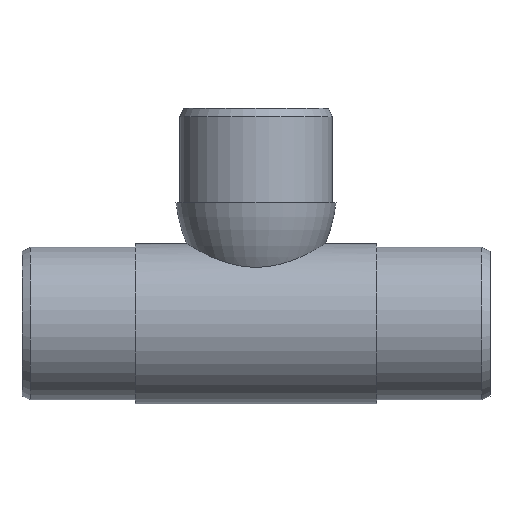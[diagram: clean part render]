
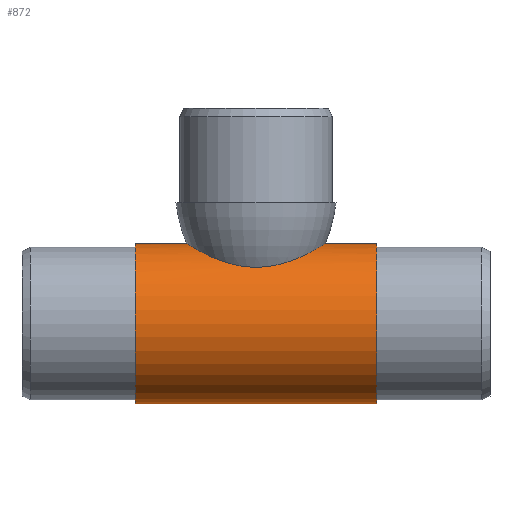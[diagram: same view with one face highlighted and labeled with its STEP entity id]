
A CAD part, front view. The second image highlights one B-rep face of the part: STEP entity #872.
In plain terms, the highlighted cylindrical face has radius 21.2 mm (diameter 42.4 mm), a partial arc.
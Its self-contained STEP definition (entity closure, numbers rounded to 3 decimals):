
#1 = CARTESIAN_POINT ( 'NONE',  ( -7.674, -13.808, 16.089 ) ) ;
#15 = CARTESIAN_POINT ( 'NONE',  ( -32., 0., 0. ) ) ;
#22 = VECTOR ( 'NONE', #571, 1000. ) ;
#31 = CARTESIAN_POINT ( 'NONE',  ( 18.361, -0.576, 21.194 ) ) ;
#35 = EDGE_LOOP ( 'NONE', ( #574, #340, #347, #971, #796, #989 ) ) ;
#69 = VECTOR ( 'NONE', #849, 1000. ) ;
#72 = CARTESIAN_POINT ( 'NONE',  ( -10.167, -12.738, 16.949 ) ) ;
#77 = CARTESIAN_POINT ( 'NONE',  ( -18.325, -1.145, 21.171 ) ) ;
#81 = CARTESIAN_POINT ( 'NONE',  ( -12.004, -11.642, 17.721 ) ) ;
#89 = CARTESIAN_POINT ( 'NONE',  ( 18.37, -0.287, 21.2 ) ) ;
#92 = B_SPLINE_CURVE_WITH_KNOTS ( 'NONE', 3,
 ( #468, #312, #322, #77, #569, #233, #557, #725, #483, #252, #638, #883, #307, #153, #629, #810, #551, #81, #972, #390, #72, #224, #166, #1, #563, #327, #464, #487, #412, #546, #874, #878, #160, #147, #578, #650, #505, #908, #343, #500, #108, #436, #917, #196, #754, #351, #902, #744, #845, #664, #990, #732, #836, #655, #517, #189, #748, #31, #89, #356 ),
 .UNSPECIFIED., .F., .F.,
 ( 4, 2, 2, 2, 2, 2, 2, 2, 2, 2, 2, 2, 2, 2, 2, 2, 2, 2, 2, 2, 2, 2, 2, 2, 2, 2, 2, 2, 2, 4 ),
 ( 0.095, 0.096, 0.097, 0.099, 0.1, 0.102, 0.104, 0.106, 0.109, 0.111, 0.112, 0.114, 0.116, 0.119, 0.121, 0.123, 0.126, 0.128, 0.129, 0.133, 0.134, 0.136, 0.14, 0.141, 0.143, 0.145, 0.146, 0.148, 0.149, 0.15 ),
 .UNSPECIFIED. ) ;
#108 = CARTESIAN_POINT ( 'NONE',  ( 10.712, -12.444, 17.167 ) ) ;
#120 = VERTEX_POINT ( 'NONE', #707 ) ;
#147 = CARTESIAN_POINT ( 'NONE',  ( 3.979, -14.744, 15.234 ) ) ;
#153 = CARTESIAN_POINT ( 'NONE',  ( -15.522, -8.338, 19.498 ) ) ;
#160 = CARTESIAN_POINT ( 'NONE',  ( 2.307, -14.979, 15.004 ) ) ;
#166 = CARTESIAN_POINT ( 'NONE',  ( -8.698, -13.418, 16.415 ) ) ;
#169 = VERTEX_POINT ( 'NONE', #928 ) ;
#180 = FACE_OUTER_BOUND ( 'NONE', #35, .T. ) ;
#184 = VERTEX_POINT ( 'NONE', #669 ) ;
#186 = DIRECTION ( 'NONE',  ( 1., 0., 0. ) ) ;
#189 = CARTESIAN_POINT ( 'NONE',  ( 18.297, -1.432, 21.153 ) ) ;
#196 = CARTESIAN_POINT ( 'NONE',  ( 13.349, -10.649, 18.346 ) ) ;
#219 = LINE ( 'NONE', #531, #69 ) ;
#224 = CARTESIAN_POINT ( 'NONE',  ( -9.196, -13.204, 16.588 ) ) ;
#233 = CARTESIAN_POINT ( 'NONE',  ( -18.188, -2.285, 21.084 ) ) ;
#252 = CARTESIAN_POINT ( 'NONE',  ( -17.206, -5.515, 20.477 ) ) ;
#254 = LINE ( 'NONE', #716, #22 ) ;
#275 = CARTESIAN_POINT ( 'NONE',  ( 32., 0., 0. ) ) ;
#291 = CARTESIAN_POINT ( 'NONE',  ( 32., 0., 0. ) ) ;
#297 = VECTOR ( 'NONE', #1031, 1000. ) ;
#307 = CARTESIAN_POINT ( 'NONE',  ( -16.153, -7.446, 19.855 ) ) ;
#312 = CARTESIAN_POINT ( 'NONE',  ( -18.37, -0.285, 21.2 ) ) ;
#322 = CARTESIAN_POINT ( 'NONE',  ( -18.361, -0.571, 21.194 ) ) ;
#327 = CARTESIAN_POINT ( 'NONE',  ( -5.557, -14.448, 15.52 ) ) ;
#340 = ORIENTED_EDGE ( 'NONE', *, *, #473, .F. ) ;
#343 = CARTESIAN_POINT ( 'NONE',  ( 8.773, -13.412, 16.429 ) ) ;
#346 = AXIS2_PLACEMENT_3D ( 'NONE', #291, #485, #986 ) ;
#347 = ORIENTED_EDGE ( 'NONE', *, *, #434, .T. ) ;
#349 = AXIS2_PLACEMENT_3D ( 'NONE', #275, #830, #985 ) ;
#351 = CARTESIAN_POINT ( 'NONE',  ( 15.21, -8.73, 19.324 ) ) ;
#356 = CARTESIAN_POINT ( 'NONE',  ( 18.37, 0., 21.2 ) ) ;
#390 = CARTESIAN_POINT ( 'NONE',  ( -10.639, -12.485, 17.137 ) ) ;
#412 = CARTESIAN_POINT ( 'NONE',  ( -2.24, -14.966, 15.016 ) ) ;
#434 = EDGE_CURVE ( 'NONE', #120, #169, #694, .T. ) ;
#436 = CARTESIAN_POINT ( 'NONE',  ( 11.629, -11.891, 17.554 ) ) ;
#463 = CARTESIAN_POINT ( 'NONE',  ( 32., 0., 21.2 ) ) ;
#464 = CARTESIAN_POINT ( 'NONE',  ( -4.471, -14.677, 15.299 ) ) ;
#468 = CARTESIAN_POINT ( 'NONE',  ( -18.37, 0., 21.2 ) ) ;
#473 = EDGE_CURVE ( 'NONE', #120, #729, #798, .T. ) ;
#482 = EDGE_CURVE ( 'NONE', #729, #508, #254, .T. ) ;
#483 = CARTESIAN_POINT ( 'NONE',  ( -17.621, -4.469, 20.731 ) ) ;
#485 = DIRECTION ( 'NONE',  ( 1., 0., 0. ) ) ;
#487 = CARTESIAN_POINT ( 'NONE',  ( -2.803, -14.908, 15.073 ) ) ;
#500 = CARTESIAN_POINT ( 'NONE',  ( 10.234, -12.703, 16.976 ) ) ;
#501 = DIRECTION ( 'NONE',  ( 0., 0., -1. ) ) ;
#505 = CARTESIAN_POINT ( 'NONE',  ( 6.174, -14.27, 15.679 ) ) ;
#508 = VERTEX_POINT ( 'NONE', #898 ) ;
#517 = CARTESIAN_POINT ( 'NONE',  ( 18.189, -2.275, 21.085 ) ) ;
#531 = CARTESIAN_POINT ( 'NONE',  ( 32., 0., 21.2 ) ) ;
#546 = CARTESIAN_POINT ( 'NONE',  ( -1.101, -15.043, 14.939 ) ) ;
#551 = CARTESIAN_POINT ( 'NONE',  ( -13.309, -10.685, 18.326 ) ) ;
#554 = EDGE_CURVE ( 'NONE', #582, #508, #1013, .T. ) ;
#557 = CARTESIAN_POINT ( 'NONE',  ( -18.08, -2.841, 21.016 ) ) ;
#563 = CARTESIAN_POINT ( 'NONE',  ( -7.148, -13.984, 15.935 ) ) ;
#569 = CARTESIAN_POINT ( 'NONE',  ( -18.297, -1.433, 21.153 ) ) ;
#571 = DIRECTION ( 'NONE',  ( -1., 0., 0. ) ) ;
#574 = ORIENTED_EDGE ( 'NONE', *, *, #482, .F. ) ;
#578 = CARTESIAN_POINT ( 'NONE',  ( 4.534, -14.645, 15.329 ) ) ;
#582 = VERTEX_POINT ( 'NONE', #1003 ) ;
#629 = CARTESIAN_POINT ( 'NONE',  ( -15.181, -8.764, 19.309 ) ) ;
#638 = CARTESIAN_POINT ( 'NONE',  ( -16.97, -6.017, 20.335 ) ) ;
#650 = CARTESIAN_POINT ( 'NONE',  ( 5.635, -14.408, 15.552 ) ) ;
#655 = CARTESIAN_POINT ( 'NONE',  ( 18.082, -2.827, 21.018 ) ) ;
#659 = CYLINDRICAL_SURFACE ( 'NONE', #349, 21.2 ) ;
#664 = CARTESIAN_POINT ( 'NONE',  ( 16.982, -5.992, 20.342 ) ) ;
#669 = CARTESIAN_POINT ( 'NONE',  ( -18.37, 0., 21.2 ) ) ;
#692 = CARTESIAN_POINT ( 'NONE',  ( 32., 0., -21.2 ) ) ;
#694 = LINE ( 'NONE', #463, #297 ) ;
#707 = CARTESIAN_POINT ( 'NONE',  ( 32., 0., 21.2 ) ) ;
#716 = CARTESIAN_POINT ( 'NONE',  ( 32., 0., -21.2 ) ) ;
#725 = CARTESIAN_POINT ( 'NONE',  ( -17.797, -3.933, 20.839 ) ) ;
#729 = VERTEX_POINT ( 'NONE', #692 ) ;
#732 = CARTESIAN_POINT ( 'NONE',  ( 17.63, -4.444, 20.736 ) ) ;
#744 = CARTESIAN_POINT ( 'NONE',  ( 16.173, -7.416, 19.866 ) ) ;
#748 = CARTESIAN_POINT ( 'NONE',  ( 18.324, -1.149, 21.171 ) ) ;
#754 = CARTESIAN_POINT ( 'NONE',  ( 14.136, -9.94, 18.747 ) ) ;
#796 = ORIENTED_EDGE ( 'NONE', *, *, #987, .T. ) ;
#798 = CIRCLE ( 'NONE', #346, 21.2 ) ;
#810 = CARTESIAN_POINT ( 'NONE',  ( -14.104, -9.97, 18.731 ) ) ;
#830 = DIRECTION ( 'NONE',  ( -1., 0., 0. ) ) ;
#836 = CARTESIAN_POINT ( 'NONE',  ( 17.803, -3.912, 20.843 ) ) ;
#845 = CARTESIAN_POINT ( 'NONE',  ( 16.46, -6.955, 20.033 ) ) ;
#849 = DIRECTION ( 'NONE',  ( -1., 0., 0. ) ) ;
#851 = EDGE_CURVE ( 'NONE', #184, #169, #92, .T. ) ;
#872 = ADVANCED_FACE ( 'NONE', ( #180 ), #659, .T. ) ;
#874 = CARTESIAN_POINT ( 'NONE',  ( -0.526, -15.061, 14.92 ) ) ;
#878 = CARTESIAN_POINT ( 'NONE',  ( 1.181, -15.058, 14.923 ) ) ;
#883 = CARTESIAN_POINT ( 'NONE',  ( -16.443, -6.983, 20.024 ) ) ;
#898 = CARTESIAN_POINT ( 'NONE',  ( -32., 0., -21.2 ) ) ;
#902 = CARTESIAN_POINT ( 'NONE',  ( 15.549, -8.303, 19.512 ) ) ;
#906 = AXIS2_PLACEMENT_3D ( 'NONE', #15, #186, #501 ) ;
#908 = CARTESIAN_POINT ( 'NONE',  ( 7.758, -13.801, 16.098 ) ) ;
#917 = CARTESIAN_POINT ( 'NONE',  ( 12.072, -11.596, 17.752 ) ) ;
#928 = CARTESIAN_POINT ( 'NONE',  ( 18.37, 0., 21.2 ) ) ;
#971 = ORIENTED_EDGE ( 'NONE', *, *, #851, .F. ) ;
#972 = CARTESIAN_POINT ( 'NONE',  ( -11.558, -11.937, 17.523 ) ) ;
#985 = DIRECTION ( 'NONE',  ( 0., 0., 1. ) ) ;
#986 = DIRECTION ( 'NONE',  ( 0., 0., -1. ) ) ;
#987 = EDGE_CURVE ( 'NONE', #184, #582, #219, .T. ) ;
#989 = ORIENTED_EDGE ( 'NONE', *, *, #554, .T. ) ;
#990 = CARTESIAN_POINT ( 'NONE',  ( 17.217, -5.49, 20.484 ) ) ;
#1003 = CARTESIAN_POINT ( 'NONE',  ( -32., 0., 21.2 ) ) ;
#1013 = CIRCLE ( 'NONE', #906, 21.2 ) ;
#1031 = DIRECTION ( 'NONE',  ( -1., 0., 0. ) ) ;
